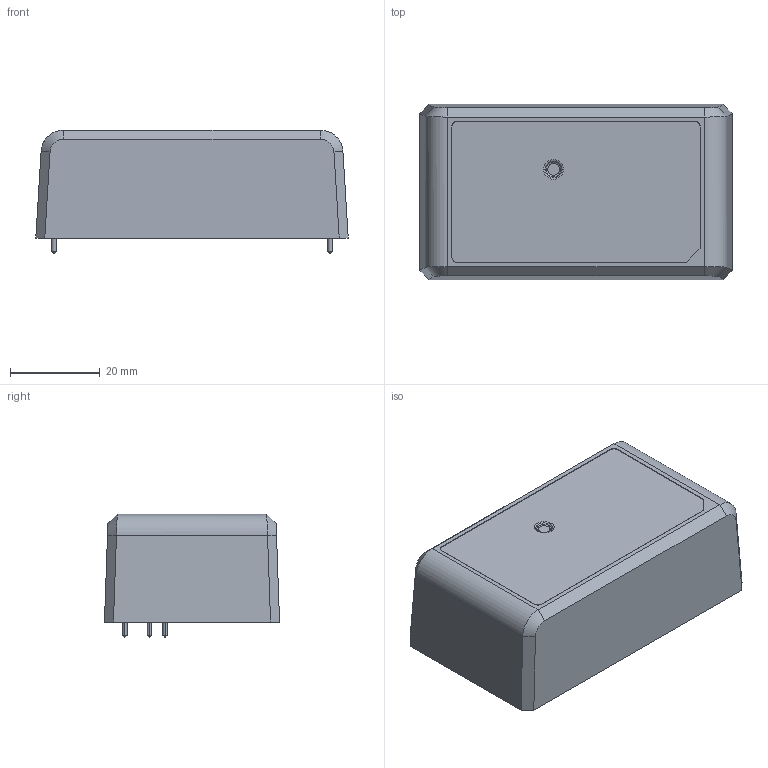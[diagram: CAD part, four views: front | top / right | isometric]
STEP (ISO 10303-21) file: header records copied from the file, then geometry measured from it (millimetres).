
FILE_DESCRIPTION(('Creo Elements/Direct Modeling STEP Export'),'2;1');
FILE_NAME('IRM-30.stp','2017-04-07T10:11:00',(''),(''),'PTC Creo Elements/Direct Modeling STEP processor for AP214 (Solid Model)','PTC Creo Elements/Direct Modeling 19.0 09-May-2014 (C) Parametric Technology GmbH','');
FILE_SCHEMA(('AUTOMOTIVE_DESIGN { 1 0 10303 214 1 1 1 1 }'));
Length unit declared in the file: millimetre
Products named in the file (8): a1; IRM-30CASE; pin.2.1.1.1.1; P; p2; cad01A1Dt96l; IRM-30
Assembly tree (10 placements, depth 5):
  IRM-30
    cad01A1Dt96l
      p2
      a1
        P
        pin.2.1.1.1.1  x4
        IRM-30CASE
          a1
Bounding box: 69.6 x 39 x 27.5 mm (x, y, z)
Volume: 25599.7 mm3; surface area: 27071.8 mm2
Topology: 6 solids, 6 shells, 295 faces, 725 edges, 462 vertices
Faces by surface type: plane 184, cylinder 60, cone 28, bspline 12, torus 8, extrusion 3
Entity records: 8672 total; most frequent: CARTESIAN_POINT 2368, ORIENTED_EDGE 1334, DIRECTION 1172, EDGE_CURVE 663, VECTOR 474, LINE 471, VERTEX_POINT 420, AXIS2_PLACEMENT_3D 349
